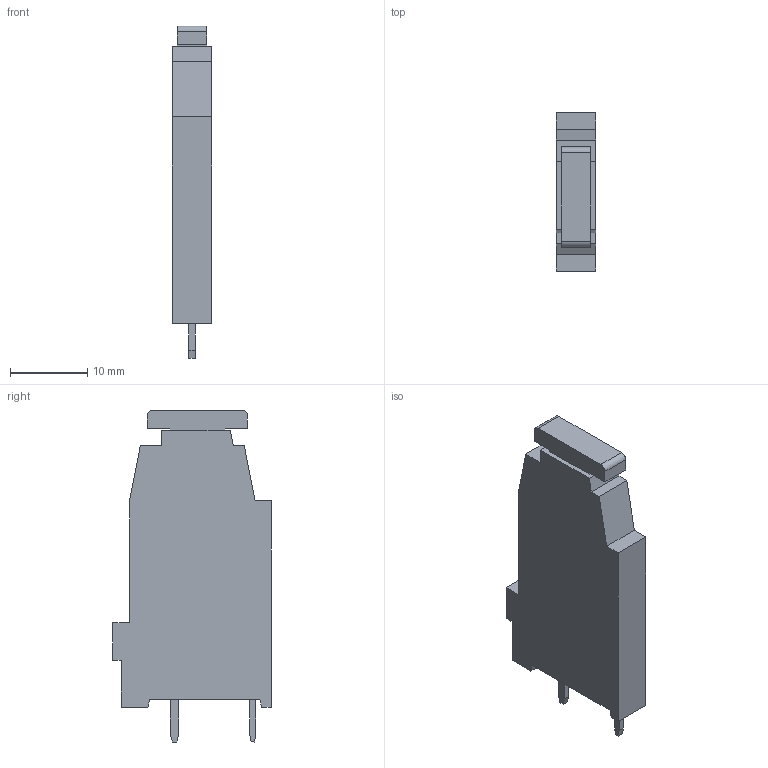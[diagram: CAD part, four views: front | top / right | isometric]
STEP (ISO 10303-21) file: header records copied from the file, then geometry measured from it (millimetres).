
FILE_DESCRIPTION(('CATIA V5 STEP Exchange','CAx-IF Rec.Pracs.--- Model Styling and Organization---1.2---2011-12-15'),'2;1');
FILE_NAME ('D1452396_0', '2018-09-21T15:26:06+00:00', ('none'), ('Weidmueller'), 'CATIA Version 5-6 Release 2014', 'CATIA V5 STEP AP214', 'none');
FILE_SCHEMA(('AUTOMOTIVE_DESIGN { 1 0 10303 214 1 1 1 1 }'));
Length unit declared in the file: millimetre
Products named in the file (1): 1495560000
Bounding box: 5.08 x 20.6 x 43.1 mm (x, y, z)
Volume: 3288 mm3; surface area: 2032.3 mm2
Topology: 4 solids, 4 shells, 49 faces, 123 edges, 82 vertices
Faces by surface type: plane 47, cylinder 2
Entity records: 1441 total; most frequent: CARTESIAN_POINT 249, ORIENTED_EDGE 246, DIRECTION 209, EDGE_CURVE 123, VECTOR 119, LINE 119, VERTEX_POINT 82, ADVANCED_FACE 49
